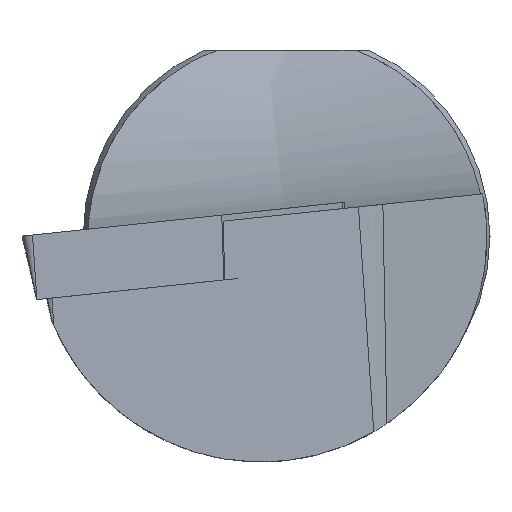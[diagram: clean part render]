
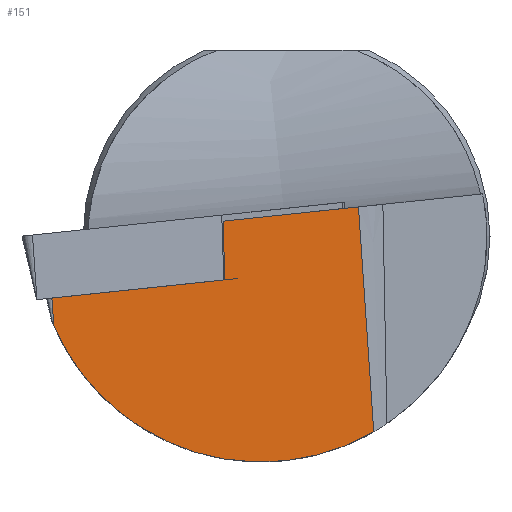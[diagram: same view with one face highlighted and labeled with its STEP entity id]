
A CAD part, left-side view. The second image highlights one B-rep face of the part: STEP entity #151.
In plain terms, the highlighted planar face has unit normal (-0.947, -0.308, -0.09).
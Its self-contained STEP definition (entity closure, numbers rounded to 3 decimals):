
#116=PLANE('',#691);
#151=ADVANCED_FACE('',(#188),#116,.F.);
#188=FACE_OUTER_BOUND('',#222,.T.);
#222=EDGE_LOOP('',(#404,#405,#406,#407,#408,#409));
#244=ELLIPSE('',#690,11.72,11.1);
#270=LINE('',#1299,#308);
#271=LINE('',#1301,#309);
#272=LINE('',#1303,#310);
#273=LINE('',#1307,#311);
#308=VECTOR('',#772,1.);
#309=VECTOR('',#773,1.);
#310=VECTOR('',#774,1.);
#311=VECTOR('',#777,1.);
#404=ORIENTED_EDGE('',*,*,#599,.F.);
#405=ORIENTED_EDGE('',*,*,#600,.F.);
#406=ORIENTED_EDGE('',*,*,#601,.T.);
#407=ORIENTED_EDGE('',*,*,#602,.F.);
#408=ORIENTED_EDGE('',*,*,#603,.F.);
#409=ORIENTED_EDGE('',*,*,#576,.F.);
#520=VERTEX_POINT('',#951);
#521=VERTEX_POINT('',#956);
#534=VERTEX_POINT('',#1300);
#535=VERTEX_POINT('',#1302);
#536=VERTEX_POINT('',#1304);
#537=VERTEX_POINT('',#1306);
#576=EDGE_CURVE('',#520,#521,#652,.T.);
#599=EDGE_CURVE('',#534,#520,#270,.T.);
#600=EDGE_CURVE('',#535,#534,#271,.T.);
#601=EDGE_CURVE('',#535,#536,#272,.T.);
#602=EDGE_CURVE('',#537,#536,#244,.T.);
#603=EDGE_CURVE('',#521,#537,#273,.T.);
#652=B_SPLINE_CURVE_WITH_KNOTS('',3,(#952,#953,#954,#955),.UNSPECIFIED.,
 .F.,.F.,(4,4),(0.,1.),.UNSPECIFIED.);
#690=AXIS2_PLACEMENT_3D('',#1305,#775,#776);
#691=AXIS2_PLACEMENT_3D('',#1308,#778,#779);
#772=DIRECTION('',(-0.105,0.031,0.994));
#773=DIRECTION('',(0.299,-0.949,0.1));
#774=DIRECTION('',(0.116,-0.067,-0.991));
#775=DIRECTION('',(0.947,0.308,0.09));
#776=DIRECTION('',(-0.321,0.909,0.266));
#777=DIRECTION('',(0.116,-0.067,-0.991));
#778=DIRECTION('',(0.947,0.308,0.09));
#779=DIRECTION('',(0.309,-0.951,0.));
#951=CARTESIAN_POINT('',(3.053,3.122,0.739));
#952=CARTESIAN_POINT('',(3.053,3.122,0.739));
#953=CARTESIAN_POINT('',(3.753,0.904,0.973));
#954=CARTESIAN_POINT('',(4.452,-1.315,1.206));
#955=CARTESIAN_POINT('',(5.151,-3.533,1.439));
#956=CARTESIAN_POINT('',(5.151,-3.533,1.439));
#1299=CARTESIAN_POINT('',(2.993,3.14,1.307));
#1300=CARTESIAN_POINT('',(3.357,3.032,-2.147));
#1301=CARTESIAN_POINT('',(5.489,-3.729,-1.437));
#1302=CARTESIAN_POINT('',(0.677,11.532,-3.041));
#1303=CARTESIAN_POINT('',(0.305,11.749,0.134));
#1304=CARTESIAN_POINT('',(0.837,11.44,-4.402));
#1305=CARTESIAN_POINT('',(3.733,1.25,0.));
#1306=CARTESIAN_POINT('',(6.449,-4.286,-9.621));
#1307=CARTESIAN_POINT('',(5.116,-3.512,1.738));
#1308=CARTESIAN_POINT('',(5.116,-3.512,1.738));
